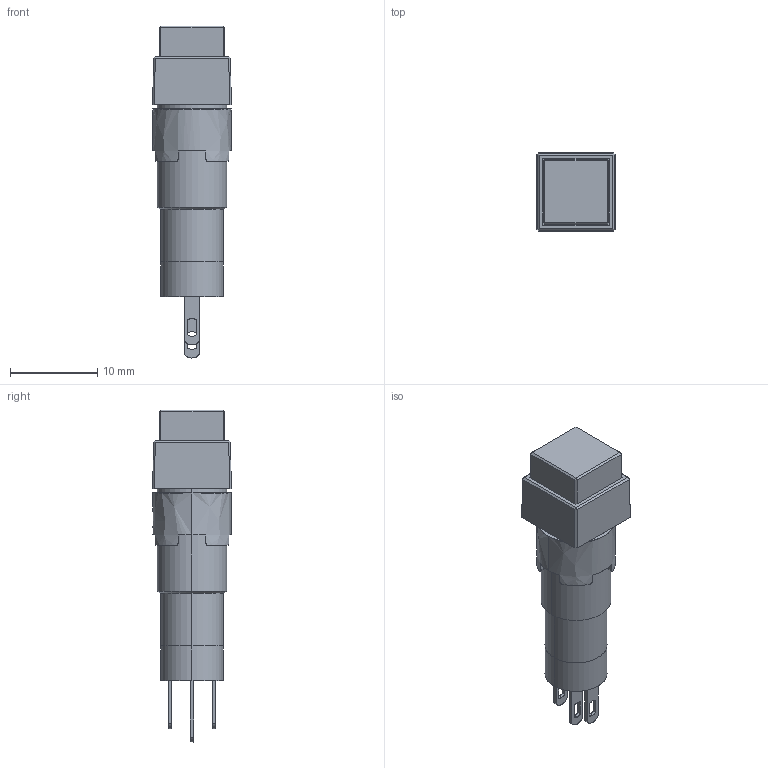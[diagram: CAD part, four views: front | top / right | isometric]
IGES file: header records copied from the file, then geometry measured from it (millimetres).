
Start section: SolidWorks IGES file using analytic representation for surfaces
Global section: file name: 08_AB8Q-[M][A]1$.IGS; native system: SolidWorks 2019; preprocessor: SolidWorks 2019; author: 1003660; date: 201023.171444; units: millimetre
Bounding box: 9 x 9 x 38 mm (x, y, z)
Surface area: 1521.6 mm2 (no closed solid volume)
Topology: 0 solids, 0 shells, 113 faces, 926 edges, 926 vertices
Faces by surface type: bspline 78, revolution 35
